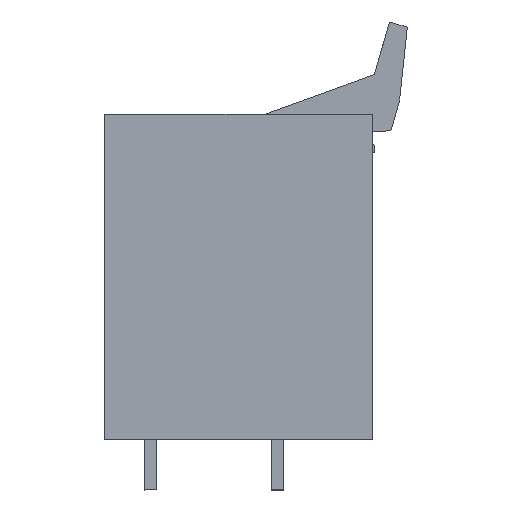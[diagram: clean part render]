
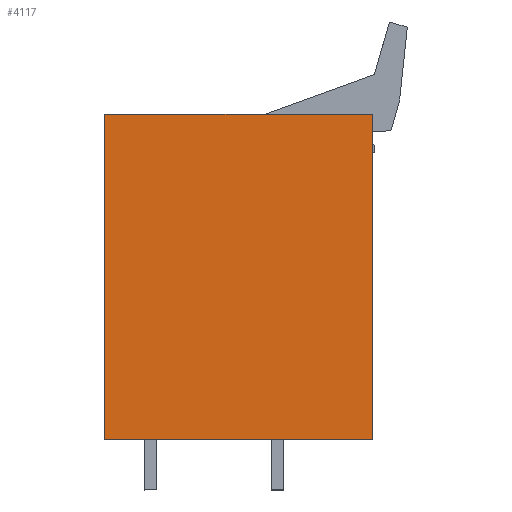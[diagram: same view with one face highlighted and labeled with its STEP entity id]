
A CAD part, left-side view. The second image highlights one B-rep face of the part: STEP entity #4117.
In plain terms, the highlighted planar face has unit normal (-1, 0, 0).
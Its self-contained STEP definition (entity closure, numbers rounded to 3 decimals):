
#84=PLANE('',#4478);
#488=ORIENTED_EDGE('',*,*,#1609,.T.);
#489=ORIENTED_EDGE('',*,*,#1648,.F.);
#490=ORIENTED_EDGE('',*,*,#1649,.F.);
#491=ORIENTED_EDGE('',*,*,#1574,.T.);
#1574=EDGE_CURVE('',#2164,#2163,#2568,.T.);
#1609=EDGE_CURVE('',#2163,#2195,#2603,.T.);
#1648=EDGE_CURVE('',#2233,#2195,#2622,.T.);
#1649=EDGE_CURVE('',#2164,#2233,#2623,.T.);
#2163=VERTEX_POINT('',#5989);
#2164=VERTEX_POINT('',#5991);
#2195=VERTEX_POINT('',#6060);
#2233=VERTEX_POINT('',#6139);
#2568=LINE('',#5990,#3082);
#2603=LINE('',#6061,#3117);
#2622=LINE('',#6138,#3136);
#2623=LINE('',#6140,#3137);
#3082=VECTOR('',#4822,1000.);
#3117=VECTOR('',#4865,1000.);
#3136=VECTOR('',#4926,1000.);
#3137=VECTOR('',#4927,1000.);
#3597=EDGE_LOOP('',(#488,#489,#490,#491));
#3843=FACE_BOUND('',#3597,.T.);
#4117=ADVANCED_FACE('',(#3843),#84,.T.);
#4478=AXIS2_PLACEMENT_3D('',#6137,#4924,#4925);
#4822=DIRECTION('',(0.,-1.,0.));
#4865=DIRECTION('',(0.,0.,1.));
#4924=DIRECTION('',(-1.,0.,0.));
#4925=DIRECTION('',(0.,-1.,0.));
#4926=DIRECTION('',(0.,-1.,0.));
#4927=DIRECTION('',(0.,0.,1.));
#5989=CARTESIAN_POINT('',(0.,3.452,5.));
#5990=CARTESIAN_POINT('',(0.,16.677,5.));
#5991=CARTESIAN_POINT('',(0.,29.902,5.));
#6060=CARTESIAN_POINT('',(0.,3.452,37.13));
#6061=CARTESIAN_POINT('',(0.,3.452,21.065));
#6137=CARTESIAN_POINT('',(0.,29.902,0.));
#6138=CARTESIAN_POINT('',(0.,16.677,37.13));
#6139=CARTESIAN_POINT('',(0.,29.902,37.13));
#6140=CARTESIAN_POINT('',(0.,29.902,21.065));
